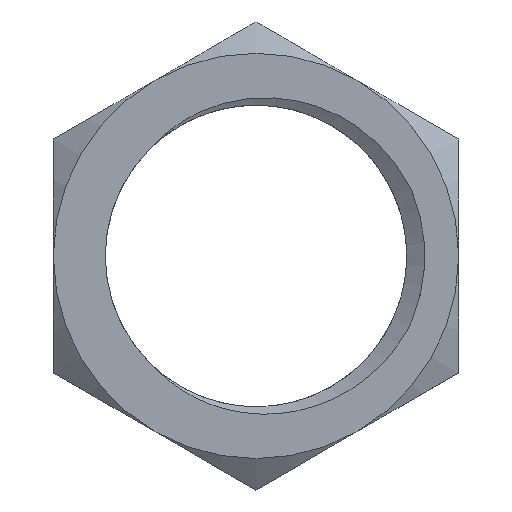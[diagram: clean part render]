
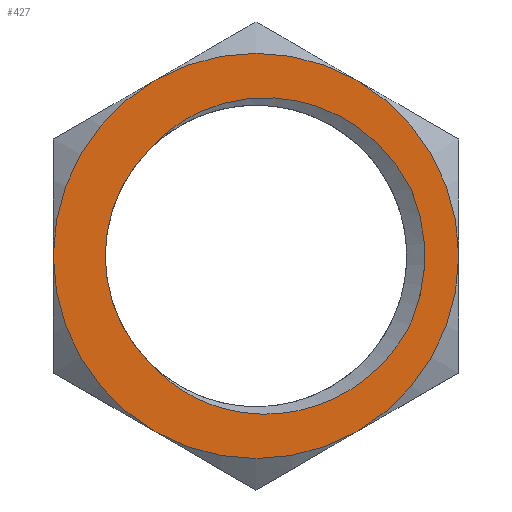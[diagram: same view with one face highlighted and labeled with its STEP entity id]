
A CAD part, top view. The second image highlights one B-rep face of the part: STEP entity #427.
In plain terms, the highlighted planar face has unit normal (0, 0, 1).
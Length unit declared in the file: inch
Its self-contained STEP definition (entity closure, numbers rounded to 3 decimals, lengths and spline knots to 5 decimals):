
#32=FACE_BOUND('',#137,.T.);
#34=LINE('',#736,#52);
#37=LINE('',#758,#55);
#40=LINE('',#780,#58);
#43=LINE('',#802,#61);
#46=LINE('',#824,#64);
#49=LINE('',#846,#67);
#52=VECTOR('',#494,0.00287);
#55=VECTOR('',#499,0.00287);
#58=VECTOR('',#504,0.00287);
#61=VECTOR('',#509,0.00287);
#64=VECTOR('',#514,0.00287);
#67=VECTOR('',#519,0.00287);
#102=PLANE('',#462);
#111=FACE_OUTER_BOUND('',#136,.T.);
#136=EDGE_LOOP('',(#353,#354,#355,#356,#357,#358,#359,#360,#361,#362,#363,
#364));
#137=EDGE_LOOP('',(#365,#366,#367,#368));
#154=CIRCLE('',#447,0.1395);
#162=CIRCLE('',#463,0.1875);
#163=CIRCLE('',#464,0.1875);
#164=CIRCLE('',#465,0.1875);
#165=CIRCLE('',#466,0.1875);
#166=CIRCLE('',#467,0.1875);
#167=CIRCLE('',#468,0.1875);
#168=CIRCLE('',#469,0.15625);
#173=B_SPLINE_CURVE_WITH_KNOTS('',3,(#901,#902,#903,#904,#905,#906,#907,
#908,#909,#910,#911,#912,#913,#914),.UNSPECIFIED.,.F.,.F.,(4,2,2,2,2,2,
4),(-0.41271,-0.37657,-0.34062,-0.27907,
-0.18928,-0.10745,0.),.UNSPECIFIED.);
#174=B_SPLINE_CURVE_WITH_KNOTS('',3,(#916,#917,#918,#919,#920,#921,#922,
#923,#924,#925,#926,#927,#928,#929),.UNSPECIFIED.,.F.,.F.,(4,2,2,2,2,2,
4),(-1.26052,-0.93168,-0.68105,-0.40638,
-0.2189,-0.10974,0.),.UNSPECIFIED.);
#176=VERTEX_POINT('',#582);
#178=VERTEX_POINT('',#653);
#182=VERTEX_POINT('',#731);
#183=VERTEX_POINT('',#735);
#188=VERTEX_POINT('',#753);
#189=VERTEX_POINT('',#757);
#194=VERTEX_POINT('',#775);
#195=VERTEX_POINT('',#779);
#200=VERTEX_POINT('',#797);
#201=VERTEX_POINT('',#801);
#206=VERTEX_POINT('',#819);
#207=VERTEX_POINT('',#823);
#212=VERTEX_POINT('',#841);
#213=VERTEX_POINT('',#845);
#217=VERTEX_POINT('',#900);
#218=VERTEX_POINT('',#915);
#222=EDGE_CURVE('',#178,#176,#154,.T.);
#226=EDGE_CURVE('',#182,#183,#34,.T.);
#233=EDGE_CURVE('',#188,#189,#37,.T.);
#240=EDGE_CURVE('',#194,#195,#40,.T.);
#247=EDGE_CURVE('',#200,#201,#43,.T.);
#254=EDGE_CURVE('',#206,#207,#46,.T.);
#261=EDGE_CURVE('',#212,#213,#49,.T.);
#274=EDGE_CURVE('',#213,#182,#162,.T.);
#275=EDGE_CURVE('',#207,#212,#163,.T.);
#276=EDGE_CURVE('',#201,#206,#164,.T.);
#277=EDGE_CURVE('',#195,#200,#165,.T.);
#278=EDGE_CURVE('',#189,#194,#166,.T.);
#279=EDGE_CURVE('',#183,#188,#167,.T.);
#280=EDGE_CURVE('',#176,#217,#173,.T.);
#281=EDGE_CURVE('',#218,#178,#174,.T.);
#282=EDGE_CURVE('',#217,#218,#168,.T.);
#353=ORIENTED_EDGE('',*,*,#274,.F.);
#354=ORIENTED_EDGE('',*,*,#261,.F.);
#355=ORIENTED_EDGE('',*,*,#275,.F.);
#356=ORIENTED_EDGE('',*,*,#254,.F.);
#357=ORIENTED_EDGE('',*,*,#276,.F.);
#358=ORIENTED_EDGE('',*,*,#247,.F.);
#359=ORIENTED_EDGE('',*,*,#277,.F.);
#360=ORIENTED_EDGE('',*,*,#240,.F.);
#361=ORIENTED_EDGE('',*,*,#278,.F.);
#362=ORIENTED_EDGE('',*,*,#233,.F.);
#363=ORIENTED_EDGE('',*,*,#279,.F.);
#364=ORIENTED_EDGE('',*,*,#226,.F.);
#365=ORIENTED_EDGE('',*,*,#280,.F.);
#366=ORIENTED_EDGE('',*,*,#222,.F.);
#367=ORIENTED_EDGE('',*,*,#281,.F.);
#368=ORIENTED_EDGE('',*,*,#282,.F.);
#427=ADVANCED_FACE('',(#111,#32),#102,.F.);
#447=AXIS2_PLACEMENT_3D('',#722,#489,#490);
#462=AXIS2_PLACEMENT_3D('',#893,#537,#538);
#463=AXIS2_PLACEMENT_3D('',#894,#539,#540);
#464=AXIS2_PLACEMENT_3D('',#895,#541,#542);
#465=AXIS2_PLACEMENT_3D('',#896,#543,#544);
#466=AXIS2_PLACEMENT_3D('',#897,#545,#546);
#467=AXIS2_PLACEMENT_3D('',#898,#547,#548);
#468=AXIS2_PLACEMENT_3D('',#899,#549,#550);
#469=AXIS2_PLACEMENT_3D('',#930,#551,#552);
#489=DIRECTION('center_axis',(0.,0.,
1.));
#490=DIRECTION('ref_axis',(1.,0.,0.));
#494=DIRECTION('',(0.866,0.5,0.));
#499=DIRECTION('',(0.866,-0.5,0.));
#504=DIRECTION('',(0.,-1.,0.));
#509=DIRECTION('',(-0.866,-0.5,0.));
#514=DIRECTION('',(-0.866,0.5,0.));
#519=DIRECTION('',(0.,1.,0.));
#537=DIRECTION('center_axis',(0.,0.,
-1.));
#538=DIRECTION('ref_axis',(-1.,0.,0.));
#539=DIRECTION('center_axis',(0.,0.,
-1.));
#540=DIRECTION('ref_axis',(-1.,0.,0.));
#541=DIRECTION('center_axis',(0.,0.,
-1.));
#542=DIRECTION('ref_axis',(-1.,0.,0.));
#543=DIRECTION('center_axis',(0.,0.,
-1.));
#544=DIRECTION('ref_axis',(-1.,0.,0.));
#545=DIRECTION('center_axis',(0.,0.,
-1.));
#546=DIRECTION('ref_axis',(-1.,0.,0.));
#547=DIRECTION('center_axis',(0.,0.,
-1.));
#548=DIRECTION('ref_axis',(-1.,0.,0.));
#549=DIRECTION('center_axis',(0.,0.,
-1.));
#550=DIRECTION('ref_axis',(-1.,0.,0.));
#551=DIRECTION('center_axis',(0.,0.,
1.));
#552=DIRECTION('ref_axis',(0.92,0.391,0.));
#582=CARTESIAN_POINT('',(-0.09763,-0.09964,0.66692));
#653=CARTESIAN_POINT('',(-0.09763,0.09964,0.66692));
#722=CARTESIAN_POINT('Origin',(0.,0.,
0.66692));
#731=CARTESIAN_POINT('',(-0.09499,0.16166,0.66692));
#735=CARTESIAN_POINT('',(-0.0925,0.16309,0.66692));
#736=CARTESIAN_POINT('',(-0.18749,0.10825,0.66692));
#753=CARTESIAN_POINT('',(0.0925,0.16309,0.66692));
#757=CARTESIAN_POINT('',(0.09499,0.16166,0.66692));
#758=CARTESIAN_POINT('',(0.,0.2165,0.66692));
#775=CARTESIAN_POINT('',(0.18749,0.00144,0.66692));
#779=CARTESIAN_POINT('',(0.18749,-0.00144,0.66692));
#780=CARTESIAN_POINT('',(0.18749,0.10825,0.66692));
#797=CARTESIAN_POINT('',(0.09499,-0.16166,0.66692));
#801=CARTESIAN_POINT('',(0.0925,-0.16309,0.66692));
#802=CARTESIAN_POINT('',(0.18749,-0.10825,0.66692));
#819=CARTESIAN_POINT('',(-0.0925,-0.16309,0.66692));
#823=CARTESIAN_POINT('',(-0.09499,-0.16166,0.66692));
#824=CARTESIAN_POINT('',(0.,-0.2165,0.66692));
#841=CARTESIAN_POINT('',(-0.18749,-0.00144,0.66692));
#845=CARTESIAN_POINT('',(-0.18749,0.00144,0.66692));
#846=CARTESIAN_POINT('',(-0.18749,-0.10825,0.66692));
#893=CARTESIAN_POINT('Origin',(0.18749,0.32475,0.66692));
#894=CARTESIAN_POINT('Origin',(0.,0.,
0.66692));
#895=CARTESIAN_POINT('Origin',(0.,0.,
0.66692));
#896=CARTESIAN_POINT('Origin',(0.,0.,
0.66692));
#897=CARTESIAN_POINT('Origin',(0.,0.,
0.66692));
#898=CARTESIAN_POINT('Origin',(0.,0.,
0.66692));
#899=CARTESIAN_POINT('Origin',(0.,0.,
0.66692));
#900=CARTESIAN_POINT('',(0.1438,-0.06112,0.66692));
#901=CARTESIAN_POINT('Ctrl Pts',(-0.09763,-0.09964,
0.66692));
#902=CARTESIAN_POINT('Ctrl Pts',(-0.08794,-0.11032,
0.66692));
#903=CARTESIAN_POINT('Ctrl Pts',(-0.07669,-0.11947,
0.66692));
#904=CARTESIAN_POINT('Ctrl Pts',(-0.05188,-0.13404,
0.66692));
#905=CARTESIAN_POINT('Ctrl Pts',(-0.03849,-0.13939,
0.66692));
#906=CARTESIAN_POINT('Ctrl Pts',(-0.00061,-0.14825,
0.66692));
#907=CARTESIAN_POINT('Ctrl Pts',(0.01986,-0.14657,
0.66692));
#908=CARTESIAN_POINT('Ctrl Pts',(0.05232,-0.14112,
0.66692));
#909=CARTESIAN_POINT('Ctrl Pts',(0.07075,-0.13414,
0.66692));
#910=CARTESIAN_POINT('Ctrl Pts',(0.10242,-0.1144,0.66692));
#911=CARTESIAN_POINT('Ctrl Pts',(0.11309,-0.10403,0.66692));
#912=CARTESIAN_POINT('Ctrl Pts',(0.12964,-0.0855,
0.66692));
#913=CARTESIAN_POINT('Ctrl Pts',(0.13756,-0.07376,
0.66692));
#914=CARTESIAN_POINT('Ctrl Pts',(0.1438,-0.06112,
0.66692));
#915=CARTESIAN_POINT('',(0.1438,0.06112,0.66692));
#916=CARTESIAN_POINT('Ctrl Pts',(0.1438,0.06112,0.66692));
#917=CARTESIAN_POINT('Ctrl Pts',(0.13755,0.07378,0.66692));
#918=CARTESIAN_POINT('Ctrl Pts',(0.12961,0.08554,0.66692));
#919=CARTESIAN_POINT('Ctrl Pts',(0.11302,0.1041,0.66692));
#920=CARTESIAN_POINT('Ctrl Pts',(0.10233,0.11448,0.66692));
#921=CARTESIAN_POINT('Ctrl Pts',(0.07063,0.1342,0.66692));
#922=CARTESIAN_POINT('Ctrl Pts',(0.05219,0.14116,0.66692));
#923=CARTESIAN_POINT('Ctrl Pts',(0.0198,0.14657,0.66692));
#924=CARTESIAN_POINT('Ctrl Pts',(-0.00068,0.14825,
0.66692));
#925=CARTESIAN_POINT('Ctrl Pts',(-0.03858,0.13936,0.66692));
#926=CARTESIAN_POINT('Ctrl Pts',(-0.05195,0.134,
0.66692));
#927=CARTESIAN_POINT('Ctrl Pts',(-0.07672,0.11944,0.66692));
#928=CARTESIAN_POINT('Ctrl Pts',(-0.08795,0.11031,0.66692));
#929=CARTESIAN_POINT('Ctrl Pts',(-0.09763,0.09964,
0.66692));
#930=CARTESIAN_POINT('Origin',(0.,0.,
0.66692));
